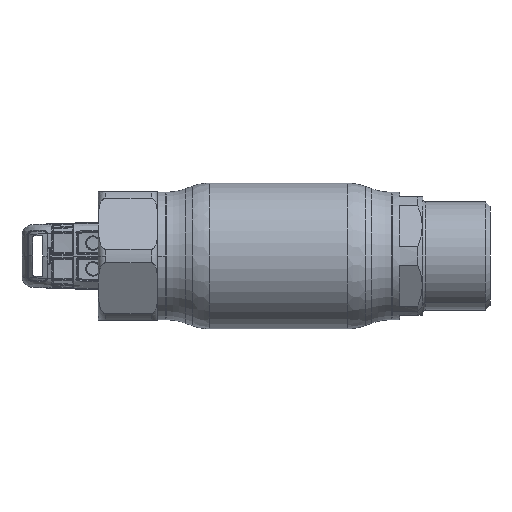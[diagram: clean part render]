
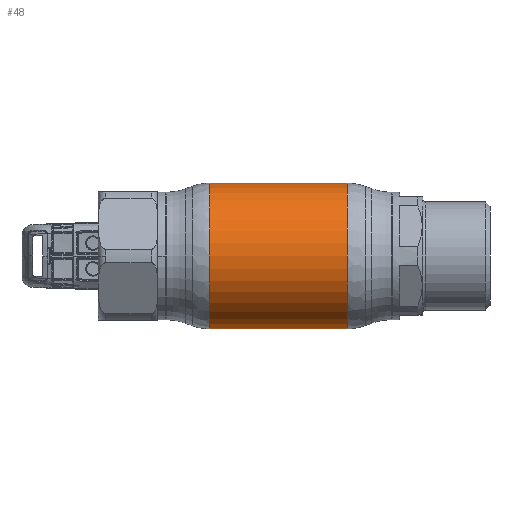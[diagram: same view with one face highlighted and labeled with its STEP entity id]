
A CAD part, front view. The second image highlights one B-rep face of the part: STEP entity #48.
In plain terms, the highlighted cylindrical face has radius 28.25 mm (diameter 56.5 mm), a partial arc.
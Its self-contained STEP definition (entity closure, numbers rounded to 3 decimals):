
#48 = ADVANCED_FACE ( 'NONE', ( #48376 ), #18382, .T. ) ;
#2748 = CARTESIAN_POINT ( 'NONE',  ( 26.673, 0., 0. ) ) ;
#2843 = EDGE_CURVE ( 'NONE', #14602, #11178, #4226, .T. ) ;
#2904 = EDGE_LOOP ( 'NONE', ( #23490, #26772, #13762, #25660 ) ) ;
#4226 = CIRCLE ( 'NONE', #30021, 28.25 ) ;
#5383 = CARTESIAN_POINT ( 'NONE',  ( -62.69, 0., 28.25 ) ) ;
#7471 = EDGE_CURVE ( 'NONE', #11178, #33717, #35459, .T. ) ;
#8579 = CARTESIAN_POINT ( 'NONE',  ( -26.673, 0., -28.25 ) ) ;
#11178 = VERTEX_POINT ( 'NONE', #26317 ) ;
#12688 = EDGE_CURVE ( 'NONE', #14602, #55882, #53086, .T. ) ;
#13762 = ORIENTED_EDGE ( 'NONE', *, *, #7471, .T. ) ;
#14602 = VERTEX_POINT ( 'NONE', #18042 ) ;
#15163 = CIRCLE ( 'NONE', #24784, 28.25 ) ;
#15547 = DIRECTION ( 'NONE',  ( 0., 0., 1. ) ) ;
#15748 = DIRECTION ( 'NONE',  ( -1., 0., 0. ) ) ;
#18042 = CARTESIAN_POINT ( 'NONE',  ( 26.673, 0., -28.25 ) ) ;
#18382 = CYLINDRICAL_SURFACE ( 'NONE', #22405, 28.25 ) ;
#20711 = DIRECTION ( 'NONE',  ( 0., 0., 1. ) ) ;
#22405 = AXIS2_PLACEMENT_3D ( 'NONE', #36483, #40988, #42198 ) ;
#23490 = ORIENTED_EDGE ( 'NONE', *, *, #12688, .F. ) ;
#24784 = AXIS2_PLACEMENT_3D ( 'NONE', #29627, #15748, #15547 ) ;
#25660 = ORIENTED_EDGE ( 'NONE', *, *, #50890, .F. ) ;
#26317 = CARTESIAN_POINT ( 'NONE',  ( 26.673, 0., 28.25 ) ) ;
#26772 = ORIENTED_EDGE ( 'NONE', *, *, #2843, .T. ) ;
#26900 = CARTESIAN_POINT ( 'NONE',  ( -62.69, 0., -28.25 ) ) ;
#29627 = CARTESIAN_POINT ( 'NONE',  ( -26.673, 0., 0. ) ) ;
#30021 = AXIS2_PLACEMENT_3D ( 'NONE', #2748, #43980, #20711 ) ;
#33717 = VERTEX_POINT ( 'NONE', #34835 ) ;
#34835 = CARTESIAN_POINT ( 'NONE',  ( -26.673, 0., 28.25 ) ) ;
#35459 = LINE ( 'NONE', #5383, #39133 ) ;
#36483 = CARTESIAN_POINT ( 'NONE',  ( -62.69, 0., 0. ) ) ;
#39133 = VECTOR ( 'NONE', #56641, 1000. ) ;
#40988 = DIRECTION ( 'NONE',  ( -1., 0., 0. ) ) ;
#42198 = DIRECTION ( 'NONE',  ( 0., 0., 1. ) ) ;
#43980 = DIRECTION ( 'NONE',  ( -1., 0., 0. ) ) ;
#45494 = DIRECTION ( 'NONE',  ( -1., 0., 0. ) ) ;
#45791 = VECTOR ( 'NONE', #45494, 1000. ) ;
#48376 = FACE_OUTER_BOUND ( 'NONE', #2904, .T. ) ;
#50890 = EDGE_CURVE ( 'NONE', #55882, #33717, #15163, .T. ) ;
#53086 = LINE ( 'NONE', #26900, #45791 ) ;
#55882 = VERTEX_POINT ( 'NONE', #8579 ) ;
#56641 = DIRECTION ( 'NONE',  ( -1., 0., 0. ) ) ;
